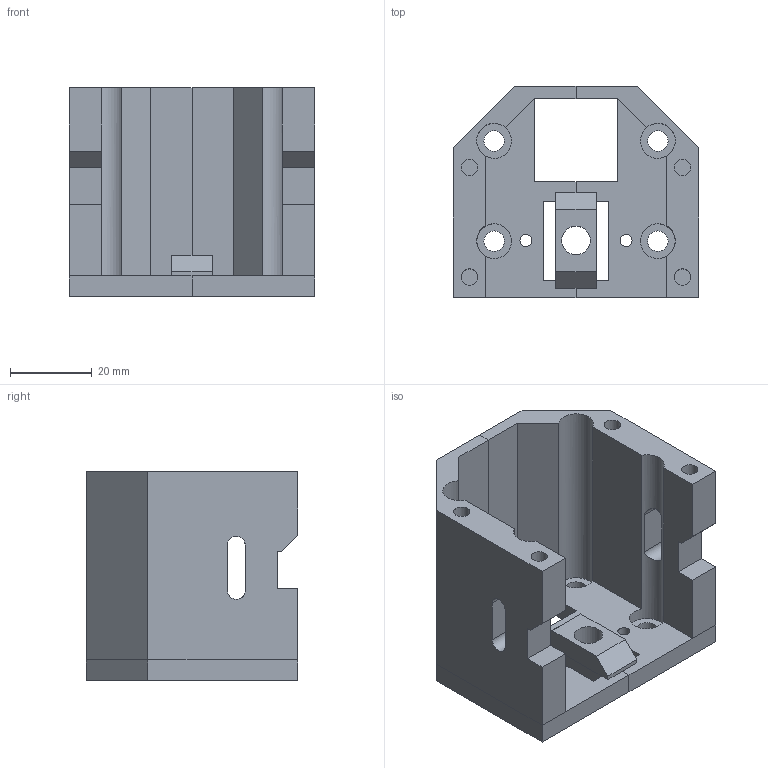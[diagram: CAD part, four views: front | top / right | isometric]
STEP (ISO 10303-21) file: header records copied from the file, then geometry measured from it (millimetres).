
FILE_DESCRIPTION(('FreeCAD Model'),'2;1');
FILE_NAME('Open CASCADE Shape Model','2023-11-29T00:40:50',('Author'),( ''),'Open CASCADE STEP processor 7.6','FreeCAD','Unknown');
FILE_SCHEMA(('AUTOMOTIVE_DESIGN { 1 0 10303 214 1 1 1 1 }'));
Length unit declared in the file: millimetre
Products named in the file (1): nema17_support
Bounding box: 60 x 51.6 x 51 mm (x, y, z)
Volume: 45612.9 mm3; surface area: 22113.3 mm2
Topology: 1 solids, 1 shells, 92 faces, 253 edges, 160 vertices
Faces by surface type: plane 73, cylinder 19
Full cylindrical faces by diameter (mm): 2.9 x2, 4 x4, 5 x4, 7 x1, 8.5 x4
Entity records: 3153 total; most frequent: CARTESIAN_POINT 732, ORIENTED_EDGE 506, DIRECTION 475, EDGE_CURVE 253, LINE 201, VECTOR 201, VERTEX_POINT 160, AXIS2_PLACEMENT_3D 137
